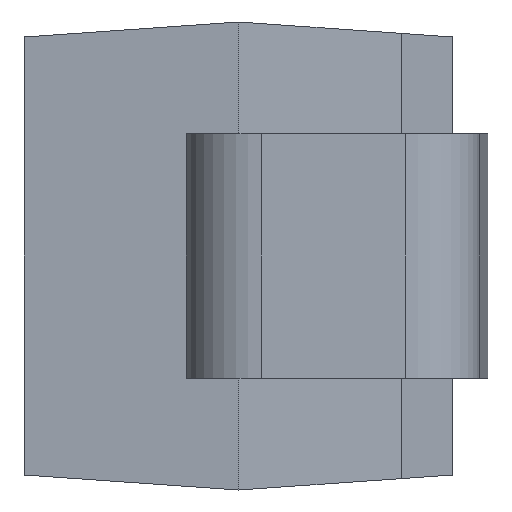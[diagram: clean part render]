
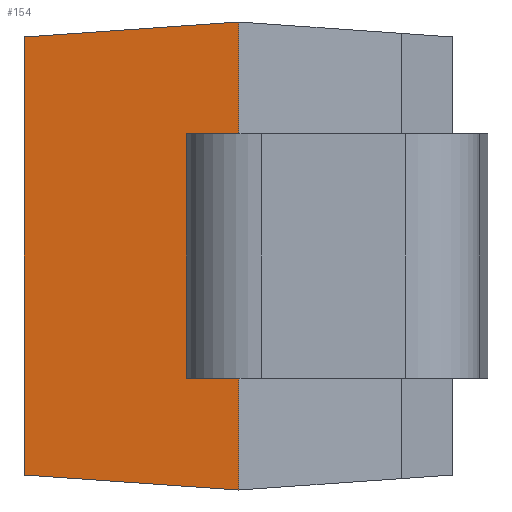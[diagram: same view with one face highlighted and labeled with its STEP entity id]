
A CAD part, left-side view. The second image highlights one B-rep face of the part: STEP entity #154.
In plain terms, the highlighted planar face has unit normal (-0.998, 0.07, 0).
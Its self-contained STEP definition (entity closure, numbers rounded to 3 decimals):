
#32 = DIRECTION ( 'NONE',  ( -0.998, 0.07, 0. ) ) ;
#46 = CARTESIAN_POINT ( 'NONE',  ( -2.188, 1.452, 1.363 ) ) ;
#60 = FACE_OUTER_BOUND ( 'NONE', #640, .T. ) ;
#75 = VECTOR ( 'NONE', #1123, 1000. ) ;
#79 = ORIENTED_EDGE ( 'NONE', *, *, #705, .T. ) ;
#102 = VERTEX_POINT ( 'NONE', #490 ) ;
#145 = ORIENTED_EDGE ( 'NONE', *, *, #380, .F. ) ;
#151 = DIRECTION ( 'NONE',  ( 0., 0., 1. ) ) ;
#154 = ADVANCED_FACE ( 'NONE', ( #60 ), #591, .T. ) ;
#164 = AXIS2_PLACEMENT_3D ( 'NONE', #1031, #32, #965 ) ;
#169 = ORIENTED_EDGE ( 'NONE', *, *, #823, .T. ) ;
#174 = EDGE_CURVE ( 'NONE', #739, #819, #420, .T. ) ;
#231 = CARTESIAN_POINT ( 'NONE',  ( -2.1, 2.7, 1.275 ) ) ;
#369 = ORIENTED_EDGE ( 'NONE', *, *, #174, .F. ) ;
#380 = EDGE_CURVE ( 'NONE', #819, #513, #556, .T. ) ;
#384 = VECTOR ( 'NONE', #151, 1000. ) ;
#420 = LINE ( 'NONE', #791, #384 ) ;
#436 = CARTESIAN_POINT ( 'NONE',  ( -2.1, 2.7, -1.275 ) ) ;
#490 = CARTESIAN_POINT ( 'NONE',  ( -2.188, 1.452, -1.363 ) ) ;
#513 = VERTEX_POINT ( 'NONE', #46 ) ;
#514 = DIRECTION ( 'NONE',  ( -0.07, -0.995, -0.07 ) ) ;
#556 = LINE ( 'NONE', #667, #579 ) ;
#579 = VECTOR ( 'NONE', #659, 1000. ) ;
#591 = PLANE ( 'NONE',  #164 ) ;
#620 = VECTOR ( 'NONE', #514, 1000. ) ;
#640 = EDGE_LOOP ( 'NONE', ( #169, #145, #369, #79 ) ) ;
#659 = DIRECTION ( 'NONE',  ( -0.07, -0.995, 0.07 ) ) ;
#667 = CARTESIAN_POINT ( 'NONE',  ( -2.166, 1.754, 1.341 ) ) ;
#705 = EDGE_CURVE ( 'NONE', #739, #102, #1092, .T. ) ;
#739 = VERTEX_POINT ( 'NONE', #436 ) ;
#788 = CARTESIAN_POINT ( 'NONE',  ( -2.188, 1.452, -1.363 ) ) ;
#791 = CARTESIAN_POINT ( 'NONE',  ( -2.1, 2.7, 0. ) ) ;
#819 = VERTEX_POINT ( 'NONE', #231 ) ;
#823 = EDGE_CURVE ( 'NONE', #102, #513, #1032, .T. ) ;
#965 = DIRECTION ( 'NONE',  ( 0., 0., 1. ) ) ;
#1031 = CARTESIAN_POINT ( 'NONE',  ( -2.188, 1.452, -1.363 ) ) ;
#1032 = LINE ( 'NONE', #788, #75 ) ;
#1052 = CARTESIAN_POINT ( 'NONE',  ( -2.188, 1.452, -1.363 ) ) ;
#1092 = LINE ( 'NONE', #1052, #620 ) ;
#1123 = DIRECTION ( 'NONE',  ( 0., 0., 1. ) ) ;
